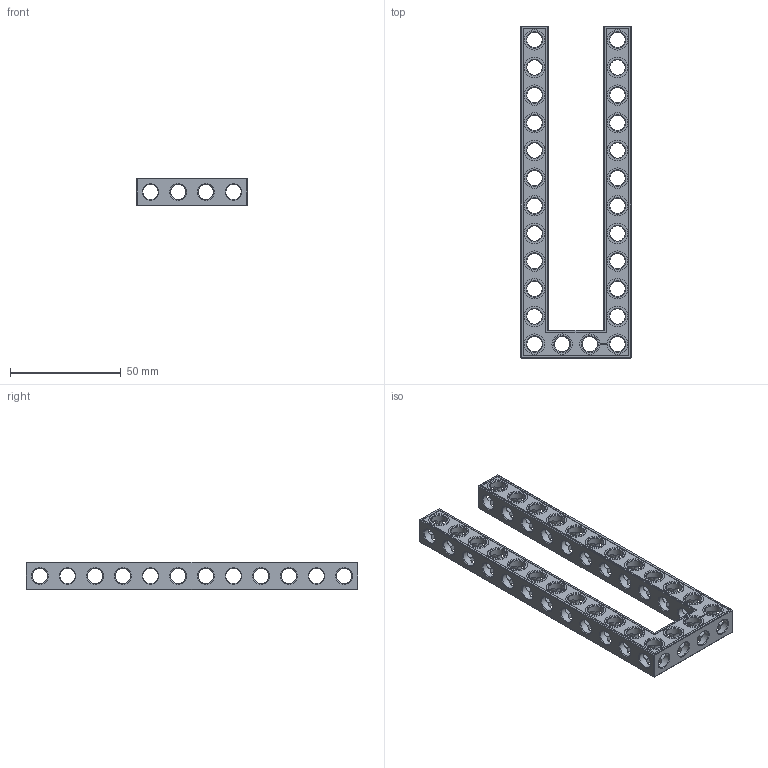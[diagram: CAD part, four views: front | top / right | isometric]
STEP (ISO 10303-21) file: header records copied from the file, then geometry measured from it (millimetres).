
FILE_DESCRIPTION(('FreeCAD Model'),'2;1');
FILE_NAME('Open CASCADE Shape Model','2022-02-23T00:45:39',( 'Paulo Kiefe'),('STEMFIE.org'),'Open CASCADE STEP processor 7.4', 'FreeCAD','Unknown');
FILE_SCHEMA(('AUTOMOTIVE_DESIGN { 1 0 10303 214 1 1 1 1 }'));
Products named in the file (1): Beam_AGD_ESS_USH_SYM_BU04x12x01_-_SPN-BEM-0330_(stemfie.org)
Bounding box: 50 x 150 x 12.5 mm (x, y, z)
Volume: 25412.3 mm3; surface area: 22751.9 mm2
Topology: 1 solids, 1 shells, 855 faces, 2540 edges, 1642 vertices
Faces by surface type: plane 398, extrusion 194, cylinder 157, cone 106
Full cylindrical faces by diameter (mm): 6.98 x26, 7 x105, 9.2 x26
Entity records: 171073 total; most frequent: CARTESIAN_POINT 123855, DIRECTION 7432, ORIENTED_EDGE 5080, PCURVE 5080, DEFINITIONAL_REPRESENTATION 5080, VECTOR 5056, LINE 4862, EDGE_CURVE 2540
